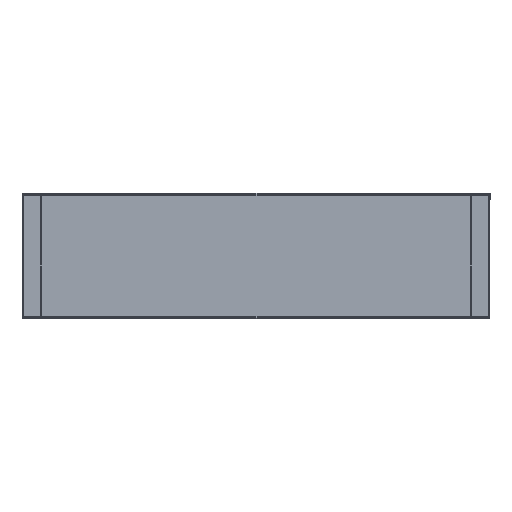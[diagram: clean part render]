
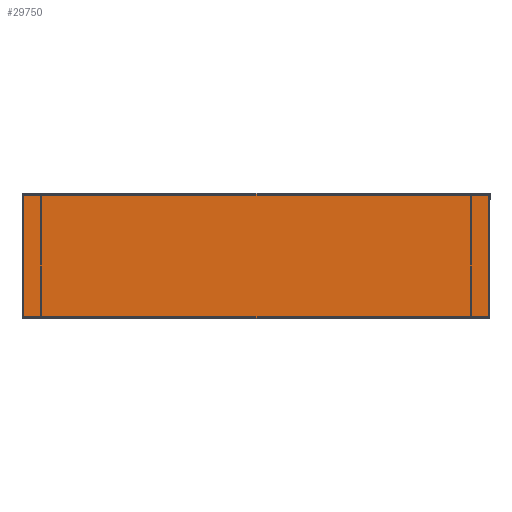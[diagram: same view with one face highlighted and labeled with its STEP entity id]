
A CAD part, top view. The second image highlights one B-rep face of the part: STEP entity #29750.
In plain terms, the highlighted face is planar.
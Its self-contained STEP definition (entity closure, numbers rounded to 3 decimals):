
#372 = LINE ( 'NONE', #29893, #12646 ) ;
#3626 = EDGE_CURVE ( 'NONE', #5516, #32590, #4084, .T. ) ;
#4084 = LINE ( 'NONE', #9809, #6327 ) ;
#5223 = CARTESIAN_POINT ( 'NONE',  ( 49.7, -10., 371. ) ) ;
#5341 = EDGE_CURVE ( 'NONE', #32590, #33692, #22238, .T. ) ;
#5355 = EDGE_LOOP ( 'NONE', ( #10727, #30767, #5697, #16704 ) ) ;
#5516 = VERTEX_POINT ( 'NONE', #34017 ) ;
#5697 = ORIENTED_EDGE ( 'NONE', *, *, #3626, .F. ) ;
#6327 = VECTOR ( 'NONE', #19884, 1000. ) ;
#7112 = CARTESIAN_POINT ( 'NONE',  ( -49.7, -10., 0. ) ) ;
#8205 = DIRECTION ( 'NONE',  ( 1., 0., 0. ) ) ;
#9809 = CARTESIAN_POINT ( 'NONE',  ( 49.7, -10., 371. ) ) ;
#10565 = CARTESIAN_POINT ( 'NONE',  ( 49.7, -10., 0. ) ) ;
#10727 = ORIENTED_EDGE ( 'NONE', *, *, #11732, .T. ) ;
#11732 = EDGE_CURVE ( 'NONE', #22836, #33692, #372, .T. ) ;
#12646 = VECTOR ( 'NONE', #8205, 1000. ) ;
#14095 = EDGE_CURVE ( 'NONE', #5516, #22836, #27094, .T. ) ;
#16704 = ORIENTED_EDGE ( 'NONE', *, *, #14095, .T. ) ;
#18112 = AXIS2_PLACEMENT_3D ( 'NONE', #5223, #18237, #21195 ) ;
#18237 = DIRECTION ( 'NONE',  ( 0., 1., 0. ) ) ;
#18634 = CARTESIAN_POINT ( 'NONE',  ( 49.7, -10., 371. ) ) ;
#19801 = CARTESIAN_POINT ( 'NONE',  ( 49.7, -10., 371. ) ) ;
#19884 = DIRECTION ( 'NONE',  ( 1., 0., 0. ) ) ;
#21195 = DIRECTION ( 'NONE',  ( 0., 0., 1. ) ) ;
#22238 = LINE ( 'NONE', #19801, #22896 ) ;
#22836 = VERTEX_POINT ( 'NONE', #7112 ) ;
#22896 = VECTOR ( 'NONE', #27958, 1000. ) ;
#23794 = PLANE ( 'NONE',  #18112 ) ;
#24166 = DIRECTION ( 'NONE',  ( 0., 0., -1. ) ) ;
#26565 = FACE_OUTER_BOUND ( 'NONE', #5355, .T. ) ;
#27094 = LINE ( 'NONE', #31948, #32594 ) ;
#27958 = DIRECTION ( 'NONE',  ( 0., 0., -1. ) ) ;
#29750 = ADVANCED_FACE ( 'NONE', ( #26565 ), #23794, .F. ) ;
#29893 = CARTESIAN_POINT ( 'NONE',  ( 49.7, -10., 0. ) ) ;
#30767 = ORIENTED_EDGE ( 'NONE', *, *, #5341, .F. ) ;
#31948 = CARTESIAN_POINT ( 'NONE',  ( -49.7, -10., 371. ) ) ;
#32590 = VERTEX_POINT ( 'NONE', #18634 ) ;
#32594 = VECTOR ( 'NONE', #24166, 1000. ) ;
#33692 = VERTEX_POINT ( 'NONE', #10565 ) ;
#34017 = CARTESIAN_POINT ( 'NONE',  ( -49.7, -10., 371. ) ) ;
